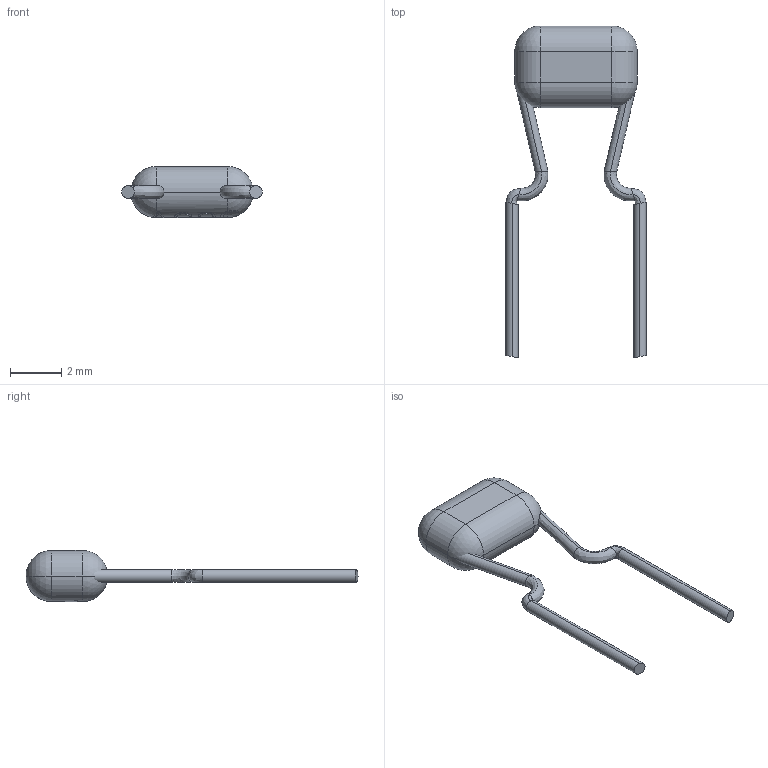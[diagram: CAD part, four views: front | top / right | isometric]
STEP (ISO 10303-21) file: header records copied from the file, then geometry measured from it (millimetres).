
FILE_DESCRIPTION (( 'STEP AP214' ), '1' );
FILE_NAME ('Hitano 10nF 500V X7R M (4.8x3.2x2 mm).STEP', '2024-07-02T08:49:24', ( '' ), ( '' ), 'SwSTEP 2.0', 'SolidWorks 2021', '' );
FILE_SCHEMA (( 'AUTOMOTIVE_DESIGN' ));
Length unit declared in the file: millimetre
Products named in the file (1): Hitano 10nF 500V X7R M (4.8x3.2x2 mm)
Bounding box: 5.5 x 13.01 x 2 mm (x, y, z)
Volume: 27.7 mm3; surface area: 79.7 mm2
Topology: 2 solids, 2 shells, 340 faces, 912 edges, 568 vertices
Faces by surface type: bspline 269, plane 29, cylinder 27, sphere 15
Entity records: 16853 total; most frequent: CARTESIAN_POINT 7302, ORIENTED_EDGE 1808, EDGE_CURVE 904, B_SPLINE_CURVE_WITH_KNOTS 740, VERTEX_POINT 568, DIRECTION 353, FACE_OUTER_BOUND 340, EDGE_LOOP 340
